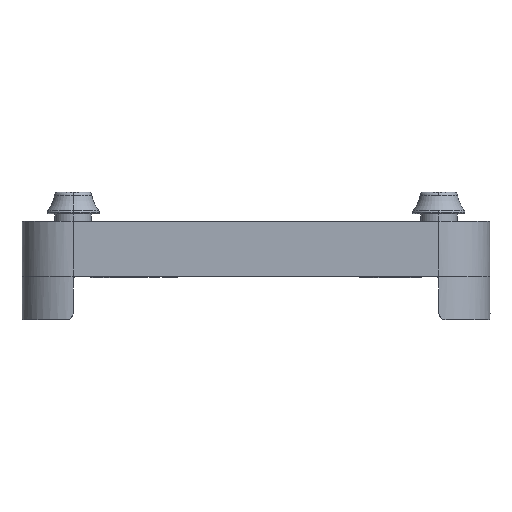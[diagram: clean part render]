
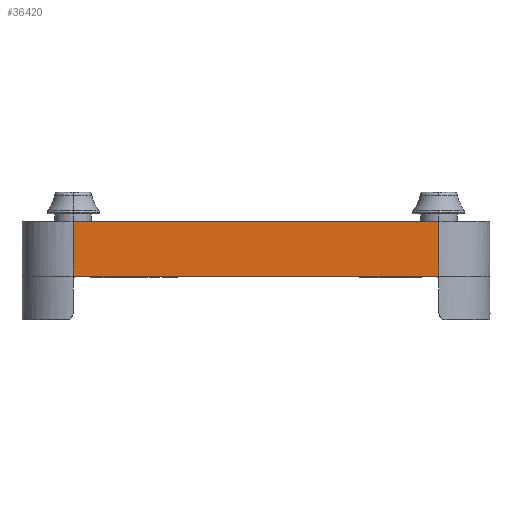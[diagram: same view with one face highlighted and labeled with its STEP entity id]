
A CAD part, left-side view. The second image highlights one B-rep face of the part: STEP entity #36420.
In plain terms, the highlighted planar face has unit normal (-1, 0, 0).
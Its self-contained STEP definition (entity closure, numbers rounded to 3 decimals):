
#1200=CARTESIAN_POINT('',(-32.0,24.963,-2.0));
#1201=VERTEX_POINT('',#1200);
#5073=CARTESIAN_POINT('',(-32.,-24.963,-2.0));
#5074=VERTEX_POINT('',#5073);
#5082=CARTESIAN_POINT('',(-32.0,24.963,-2.0));
#5083=DIRECTION('',(0.0,-1.0,0.0));
#5084=VECTOR('',#5083,49.925);
#5085=LINE('',#5082,#5084);
#5086=EDGE_CURVE('',#1201,#5074,#5085,.T.);
#35458=CARTESIAN_POINT('',(-32.,-25.0,-2.0));
#35459=VERTEX_POINT('',#35458);
#35469=CARTESIAN_POINT('',(-32.,-24.963,-2.0));
#35470=DIRECTION('',(0.0,-1.0,0.0));
#35471=VECTOR('',#35470,0.037);
#35472=LINE('',#35469,#35471);
#35473=EDGE_CURVE('',#5074,#35459,#35472,.T.);
#35736=CARTESIAN_POINT('',(-32.0,25.0,-2.0));
#35737=VERTEX_POINT('',#35736);
#35753=CARTESIAN_POINT('',(-32.0,25.0,-2.0));
#35754=DIRECTION('',(0.0,-1.0,0.0));
#35755=VECTOR('',#35754,0.037);
#35756=LINE('',#35753,#35755);
#35757=EDGE_CURVE('',#35737,#1201,#35756,.T.);
#36388=CARTESIAN_POINT('',(-32.,-25.0,-2.0));
#36389=DIRECTION('',(-1.0,0.0,0.0));
#36390=DIRECTION('',(0.0,0.0,1.0));
#36391=AXIS2_PLACEMENT_3D('',#36388,#36389,#36390);
#36392=PLANE('',#36391);
#36393=CARTESIAN_POINT('',(-32.,-25.0,5.5));
#36394=VERTEX_POINT('',#36393);
#36395=CARTESIAN_POINT('',(-32.,-25.0,-2.0));
#36396=DIRECTION('',(0.0,0.0,1.0));
#36397=VECTOR('',#36396,7.5);
#36398=LINE('',#36395,#36397);
#36399=EDGE_CURVE('',#35459,#36394,#36398,.T.);
#36400=ORIENTED_EDGE('',*,*,#36399,.T.);
#36401=CARTESIAN_POINT('',(-32.0,25.0,5.5));
#36402=VERTEX_POINT('',#36401);
#36403=CARTESIAN_POINT('',(-32.,-25.0,5.5));
#36404=DIRECTION('',(0.0,1.0,0.0));
#36405=VECTOR('',#36404,50.0);
#36406=LINE('',#36403,#36405);
#36407=EDGE_CURVE('',#36394,#36402,#36406,.T.);
#36408=ORIENTED_EDGE('',*,*,#36407,.T.);
#36409=CARTESIAN_POINT('',(-32.0,25.0,-2.0));
#36410=DIRECTION('',(0.0,0.0,1.0));
#36411=VECTOR('',#36410,7.5);
#36412=LINE('',#36409,#36411);
#36413=EDGE_CURVE('',#35737,#36402,#36412,.T.);
#36414=ORIENTED_EDGE('',*,*,#36413,.F.);
#36415=ORIENTED_EDGE('',*,*,#35757,.T.);
#36416=ORIENTED_EDGE('',*,*,#5086,.T.);
#36417=ORIENTED_EDGE('',*,*,#35473,.T.);
#36418=EDGE_LOOP('',(#36400,#36408,#36414,#36415,#36416,#36417));
#36419=FACE_OUTER_BOUND('',#36418,.T.);
#36420=ADVANCED_FACE('',(#36419),#36392,.T.);
